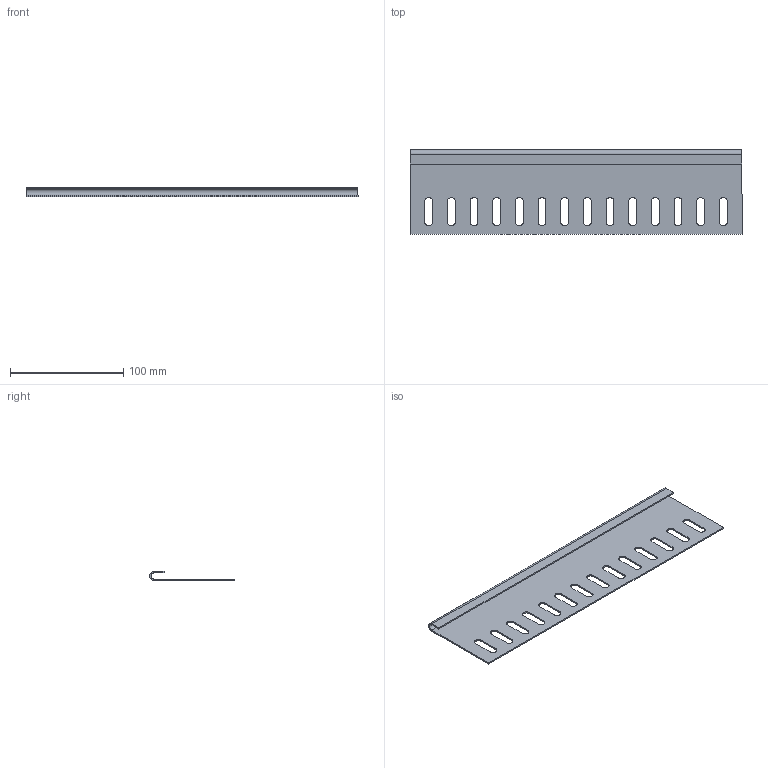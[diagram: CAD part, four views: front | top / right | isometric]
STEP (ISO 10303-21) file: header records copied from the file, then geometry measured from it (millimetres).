
FILE_DESCRIPTION (( 'STEP AP203' ), '1' );
FILE_NAME ('Çàùèòíàÿ ïëàñòèíà RP_36940.STEP', '2012-11-09T08:44:17', ( 'Àñååâ' ), ( '' ), 'SwSTEP 2.0', 'SolidWorks 2012', '' );
FILE_SCHEMA (( 'CONFIG_CONTROL_DESIGN' ));
Length unit declared in the file: millimetre
Products named in the file (1): Çàùèòíàÿ ïëàñòèíà RP_36940
Bounding box: 293 x 74.66 x 8 mm (x, y, z)
Volume: 28880.7 mm3; surface area: 50027.9 mm2
Topology: 1 solids, 1 shells, 70 faces, 196 edges, 128 vertices
Faces by surface type: plane 40, cylinder 30
Entity records: 2389 total; most frequent: DIRECTION 398, CARTESIAN_POINT 395, ORIENTED_EDGE 392, EDGE_CURVE 196, LINE 136, VECTOR 136, AXIS2_PLACEMENT_3D 131, VERTEX_POINT 128
